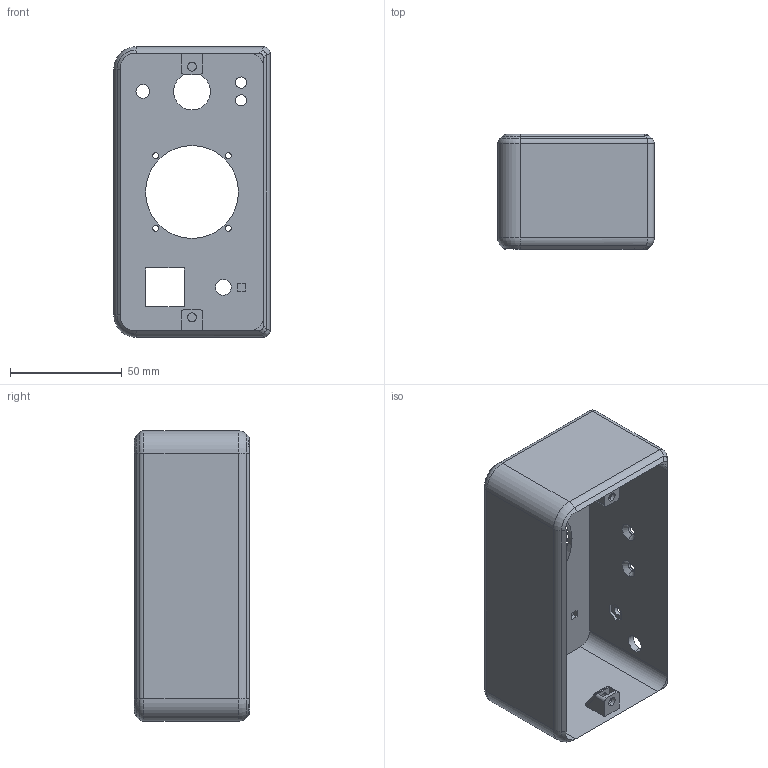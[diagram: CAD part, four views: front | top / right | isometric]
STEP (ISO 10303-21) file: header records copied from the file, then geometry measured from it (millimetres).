
FILE_DESCRIPTION (( 'STEP AP214' ), '1' );
FILE_NAME ('Housing_Right.STEP', '2024-07-18T11:59:24', ( '' ), ( '' ), 'SwSTEP 2.0', 'SolidWorks 2024', '' );
FILE_SCHEMA (( 'AUTOMOTIVE_DESIGN' ));
Length unit declared in the file: millimetre
Products named in the file (1): Housing_Right
Bounding box: 70 x 51.5 x 130 mm (x, y, z)
Volume: 70875.7 mm3; surface area: 52367.1 mm2
Topology: 1 solids, 1 shells, 161 faces, 406 edges, 246 vertices
Faces by surface type: cylinder 72, plane 65, cone 8, sphere 8, torus 6, bspline 2
Entity records: 6712 total; most frequent: CARTESIAN_POINT 962, DIRECTION 848, ORIENTED_EDGE 800, EDGE_CURVE 400, AXIS2_PLACEMENT_3D 308, VERTEX_POINT 246, VECTOR 232, LINE 232
